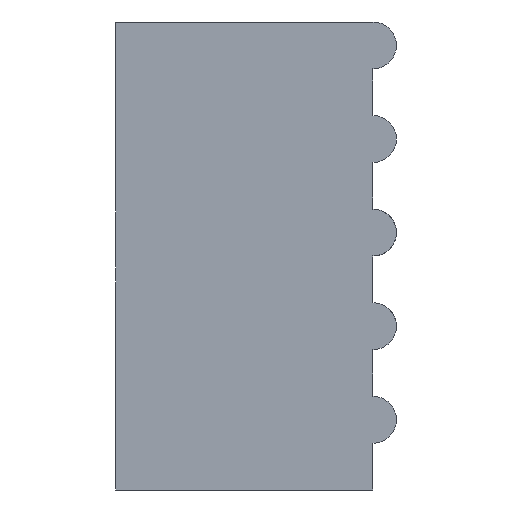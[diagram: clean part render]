
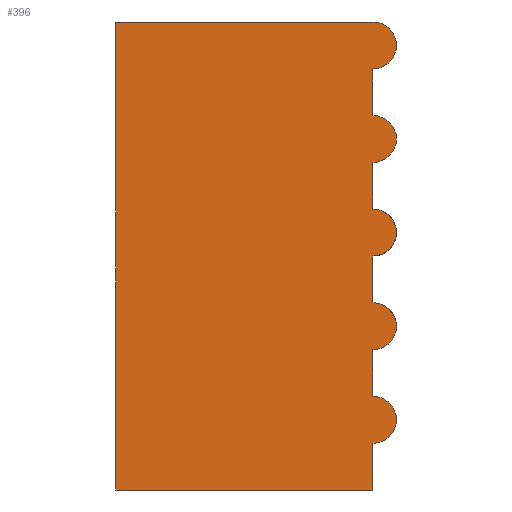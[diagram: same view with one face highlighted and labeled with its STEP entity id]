
A CAD part, left-side view. The second image highlights one B-rep face of the part: STEP entity #396.
In plain terms, the highlighted face is planar.
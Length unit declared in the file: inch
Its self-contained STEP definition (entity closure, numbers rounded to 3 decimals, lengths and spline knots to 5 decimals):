
#1 = DIRECTION ( 'NONE',  ( 0., -1., 0. ) ) ;
#7 = AXIS2_PLACEMENT_3D ( 'NONE', #414, #876, #943 ) ;
#21 = CARTESIAN_POINT ( 'NONE',  ( 0., -0.31496, 0.21654 ) ) ;
#24 = VERTEX_POINT ( 'NONE', #206 ) ;
#35 = DIRECTION ( 'NONE',  ( 0., 1., 0. ) ) ;
#55 = VERTEX_POINT ( 'NONE', #606 ) ;
#63 = ORIENTED_EDGE ( 'NONE', *, *, #351, .T. ) ;
#72 = AXIS2_PLACEMENT_3D ( 'NONE', #659, #151, #1 ) ;
#76 = LINE ( 'NONE', #227, #476 ) ;
#77 = PLANE ( 'NONE',  #632 ) ;
#92 = LINE ( 'NONE', #590, #727 ) ;
#99 = EDGE_CURVE ( 'NONE', #827, #147, #92, .T. ) ;
#102 = EDGE_LOOP ( 'NONE', ( #404, #128, #856, #556, #746, #63, #773, #342, #262, #842, #201, #510, #714 ) ) ;
#105 = DIRECTION ( 'NONE',  ( 1., 0., 0. ) ) ;
#114 = CARTESIAN_POINT ( 'NONE',  ( 0., -0.1378, 0.21654 ) ) ;
#126 = CARTESIAN_POINT ( 'NONE',  ( 0., -0.35433, 0.21654 ) ) ;
#128 = ORIENTED_EDGE ( 'NONE', *, *, #922, .T. ) ;
#133 = CARTESIAN_POINT ( 'NONE',  ( 0., -0.21654, 0.21654 ) ) ;
#147 = VERTEX_POINT ( 'NONE', #687 ) ;
#151 = DIRECTION ( 'NONE',  ( 1., 0., 0. ) ) ;
#160 = DIRECTION ( 'NONE',  ( 0., 0., 1. ) ) ;
#172 = CARTESIAN_POINT ( 'NONE',  ( 0., -0.23622, 0.21654 ) ) ;
#178 = DIRECTION ( 'NONE',  ( 0., 0., 1. ) ) ;
#191 = VECTOR ( 'NONE', #35, 39.37008 ) ;
#198 = EDGE_CURVE ( 'NONE', #24, #328, #771, .T. ) ;
#201 = ORIENTED_EDGE ( 'NONE', *, *, #99, .F. ) ;
#206 = CARTESIAN_POINT ( 'NONE',  ( 0., -0.11811, 0.21654 ) ) ;
#209 = DIRECTION ( 'NONE',  ( 1., 0., 0. ) ) ;
#214 = VERTEX_POINT ( 'NONE', #635 ) ;
#227 = CARTESIAN_POINT ( 'NONE',  ( 0., -0.3937, 0.21654 ) ) ;
#230 = CARTESIAN_POINT ( 'NONE',  ( 0., -0.3937, 0.21654 ) ) ;
#235 = VECTOR ( 'NONE', #390, 39.37008 ) ;
#262 = ORIENTED_EDGE ( 'NONE', *, *, #575, .F. ) ;
#265 = DIRECTION ( 'NONE',  ( 0., -1., 0. ) ) ;
#269 = DIRECTION ( 'NONE',  ( 0., 1., 0. ) ) ;
#278 = EDGE_CURVE ( 'NONE', #529, #653, #780, .T. ) ;
#283 = LINE ( 'NONE', #947, #520 ) ;
#288 = LINE ( 'NONE', #230, #391 ) ;
#291 = EDGE_CURVE ( 'NONE', #55, #901, #730, .T. ) ;
#306 = AXIS2_PLACEMENT_3D ( 'NONE', #114, #772, #265 ) ;
#309 = VECTOR ( 'NONE', #178, 39.37008 ) ;
#328 = VERTEX_POINT ( 'NONE', #660 ) ;
#335 = EDGE_CURVE ( 'NONE', #827, #529, #283, .T. ) ;
#342 = ORIENTED_EDGE ( 'NONE', *, *, #291, .T. ) ;
#351 = EDGE_CURVE ( 'NONE', #361, #621, #804, .T. ) ;
#353 = CARTESIAN_POINT ( 'NONE',  ( 0., 2.16575, 0.21654 ) ) ;
#361 = VERTEX_POINT ( 'NONE', #487 ) ;
#362 = DIRECTION ( 'NONE',  ( 0., 1., 0. ) ) ;
#363 = DIRECTION ( 'NONE',  ( 0., -1., 0. ) ) ;
#390 = DIRECTION ( 'NONE',  ( 0., 1., 0. ) ) ;
#391 = VECTOR ( 'NONE', #824, 39.37008 ) ;
#395 = DIRECTION ( 'NONE',  ( 0., -1., 0. ) ) ;
#396 = ADVANCED_FACE ( 'NONE', ( #568 ), #77, .T. ) ;
#404 = ORIENTED_EDGE ( 'NONE', *, *, #850, .F. ) ;
#414 = CARTESIAN_POINT ( 'NONE',  ( 0., -0.37402, 0.21654 ) ) ;
#422 = VERTEX_POINT ( 'NONE', #126 ) ;
#431 = DIRECTION ( 'NONE',  ( 0., -1., 0. ) ) ;
#445 = EDGE_CURVE ( 'NONE', #24, #214, #497, .T. ) ;
#460 = CIRCLE ( 'NONE', #72, 0.01969 ) ;
#471 = AXIS2_PLACEMENT_3D ( 'NONE', #761, #105, #395 ) ;
#476 = VECTOR ( 'NONE', #362, 39.37008 ) ;
#487 = CARTESIAN_POINT ( 'NONE',  ( 0., -0.19685, 0.21654 ) ) ;
#497 = LINE ( 'NONE', #805, #235 ) ;
#509 = CARTESIAN_POINT ( 'NONE',  ( 0., 0., 0. ) ) ;
#510 = ORIENTED_EDGE ( 'NONE', *, *, #335, .T. ) ;
#520 = VECTOR ( 'NONE', #874, 39.37008 ) ;
#529 = VERTEX_POINT ( 'NONE', #509 ) ;
#556 = ORIENTED_EDGE ( 'NONE', *, *, #198, .T. ) ;
#566 = CARTESIAN_POINT ( 'NONE',  ( 0., -0.3937, 0.21654 ) ) ;
#568 = FACE_OUTER_BOUND ( 'NONE', #102, .T. ) ;
#575 = EDGE_CURVE ( 'NONE', #422, #901, #910, .T. ) ;
#585 = CIRCLE ( 'NONE', #7, 0.01969 ) ;
#590 = CARTESIAN_POINT ( 'NONE',  ( 0., -0.3937, 0.1378 ) ) ;
#606 = CARTESIAN_POINT ( 'NONE',  ( 0., -0.27559, 0.21654 ) ) ;
#621 = VERTEX_POINT ( 'NONE', #172 ) ;
#632 = AXIS2_PLACEMENT_3D ( 'NONE', #353, #644, #363 ) ;
#635 = CARTESIAN_POINT ( 'NONE',  ( 0., -0.07874, 0.21654 ) ) ;
#644 = DIRECTION ( 'NONE',  ( 1., 0., 0. ) ) ;
#653 = VERTEX_POINT ( 'NONE', #915 ) ;
#659 = CARTESIAN_POINT ( 'NONE',  ( 0., -0.05906, 0.21654 ) ) ;
#660 = CARTESIAN_POINT ( 'NONE',  ( 0., -0.15748, 0.21654 ) ) ;
#666 = AXIS2_PLACEMENT_3D ( 'NONE', #133, #209, #431 ) ;
#687 = CARTESIAN_POINT ( 'NONE',  ( 0., -0.3937, 0.21654 ) ) ;
#697 = CARTESIAN_POINT ( 'NONE',  ( 0., 0., 0.1378 ) ) ;
#714 = ORIENTED_EDGE ( 'NONE', *, *, #278, .T. ) ;
#726 = VERTEX_POINT ( 'NONE', #803 ) ;
#727 = VECTOR ( 'NONE', #160, 39.37008 ) ;
#730 = CIRCLE ( 'NONE', #471, 0.01969 ) ;
#746 = ORIENTED_EDGE ( 'NONE', *, *, #750, .F. ) ;
#750 = EDGE_CURVE ( 'NONE', #361, #328, #931, .T. ) ;
#761 = CARTESIAN_POINT ( 'NONE',  ( 0., -0.29528, 0.21654 ) ) ;
#767 = EDGE_CURVE ( 'NONE', #422, #147, #585, .T. ) ;
#771 = CIRCLE ( 'NONE', #306, 0.01969 ) ;
#772 = DIRECTION ( 'NONE',  ( 1., 0., 0. ) ) ;
#773 = ORIENTED_EDGE ( 'NONE', *, *, #841, .F. ) ;
#780 = LINE ( 'NONE', #697, #309 ) ;
#803 = CARTESIAN_POINT ( 'NONE',  ( 0., -0.03937, 0.21654 ) ) ;
#804 = CIRCLE ( 'NONE', #666, 0.01969 ) ;
#805 = CARTESIAN_POINT ( 'NONE',  ( 0., -0.3937, 0.21654 ) ) ;
#824 = DIRECTION ( 'NONE',  ( 0., 1., 0. ) ) ;
#827 = VERTEX_POINT ( 'NONE', #946 ) ;
#841 = EDGE_CURVE ( 'NONE', #55, #621, #288, .T. ) ;
#842 = ORIENTED_EDGE ( 'NONE', *, *, #767, .T. ) ;
#850 = EDGE_CURVE ( 'NONE', #726, #653, #76, .T. ) ;
#856 = ORIENTED_EDGE ( 'NONE', *, *, #445, .F. ) ;
#874 = DIRECTION ( 'NONE',  ( 0., 1., 0. ) ) ;
#876 = DIRECTION ( 'NONE',  ( 1., 0., 0. ) ) ;
#883 = VECTOR ( 'NONE', #269, 39.37008 ) ;
#901 = VERTEX_POINT ( 'NONE', #21 ) ;
#903 = CARTESIAN_POINT ( 'NONE',  ( 0., -0.3937, 0.21654 ) ) ;
#910 = LINE ( 'NONE', #903, #191 ) ;
#915 = CARTESIAN_POINT ( 'NONE',  ( 0., 0., 0.21654 ) ) ;
#922 = EDGE_CURVE ( 'NONE', #726, #214, #460, .T. ) ;
#931 = LINE ( 'NONE', #566, #883 ) ;
#943 = DIRECTION ( 'NONE',  ( 0., -1., 0. ) ) ;
#946 = CARTESIAN_POINT ( 'NONE',  ( 0., -0.3937, 0. ) ) ;
#947 = CARTESIAN_POINT ( 'NONE',  ( 0., -0.3937, 0. ) ) ;
